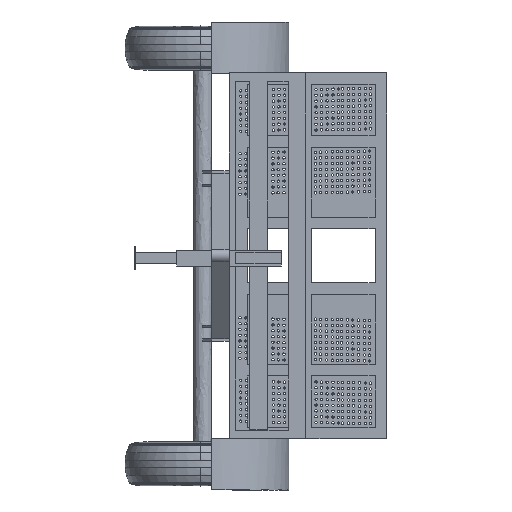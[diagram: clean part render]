
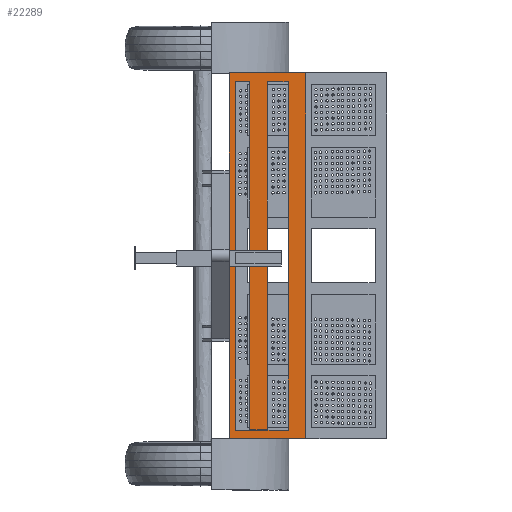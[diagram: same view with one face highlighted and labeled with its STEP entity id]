
A CAD part, left-side view. The second image highlights one B-rep face of the part: STEP entity #22289.
In plain terms, the highlighted free-form (B-spline) face has degree [1, 1] with [2, 2] control points.
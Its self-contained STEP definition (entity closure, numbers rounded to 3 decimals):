
#22289 = ADVANCED_FACE('',(#22290,#22348),#22406,.T.);
#22290 = FACE_BOUND('',#22291,.T.);
#22291 = EDGE_LOOP('',(#22292,#22301,#22308,#22315,#22322,#22329,#22336,
    #22343));
#22292 = ORIENTED_EDGE('',*,*,#22293,.T.);
#22293 = EDGE_CURVE('',#22294,#22296,#22298,.T.);
#22294 = VERTEX_POINT('',#22295);
#22295 = CARTESIAN_POINT('',(730.049,294.153,
    -1362.571));
#22296 = VERTEX_POINT('',#22297);
#22297 = CARTESIAN_POINT('',(730.049,294.153,
    -31.275));
#22298 = B_SPLINE_CURVE_WITH_KNOTS('',1,(#22299,#22300),.UNSPECIFIED.,
  .F.,.F.,(2,2),(0.,1575.),.PIECEWISE_BEZIER_KNOTS.);
#22299 = CARTESIAN_POINT('',(730.049,294.153,
    -1362.571));
#22300 = CARTESIAN_POINT('',(730.049,294.153,
    -31.275));
#22301 = ORIENTED_EDGE('',*,*,#22302,.T.);
#22302 = EDGE_CURVE('',#22296,#22303,#22305,.T.);
#22303 = VERTEX_POINT('',#22304);
#22304 = CARTESIAN_POINT('',(730.049,573.091,
    -31.275));
#22305 = B_SPLINE_CURVE_WITH_KNOTS('',1,(#22306,#22307),.UNSPECIFIED.,
  .F.,.F.,(2,2),(0.,330.),.PIECEWISE_BEZIER_KNOTS.);
#22306 = CARTESIAN_POINT('',(730.049,294.153,
    -31.275));
#22307 = CARTESIAN_POINT('',(730.049,573.091,
    -31.275));
#22308 = ORIENTED_EDGE('',*,*,#22309,.T.);
#22309 = EDGE_CURVE('',#22303,#22310,#22312,.T.);
#22310 = VERTEX_POINT('',#22311);
#22311 = CARTESIAN_POINT('',(730.049,573.091,
    -395.536));
#22312 = B_SPLINE_CURVE_WITH_KNOTS('',1,(#22313,#22314),.UNSPECIFIED.,
  .F.,.F.,(2,2),(0.,430.942),.PIECEWISE_BEZIER_KNOTS.);
#22313 = CARTESIAN_POINT('',(730.049,573.091,
    -31.275));
#22314 = CARTESIAN_POINT('',(730.049,573.091,
    -395.536));
#22315 = ORIENTED_EDGE('',*,*,#22316,.T.);
#22316 = EDGE_CURVE('',#22310,#22317,#22319,.T.);
#22317 = VERTEX_POINT('',#22318);
#22318 = CARTESIAN_POINT('',(730.049,573.091,
    -440.908));
#22319 = B_SPLINE_CURVE_WITH_KNOTS('',1,(#22320,#22321),.UNSPECIFIED.,
  .F.,.F.,(2,2),(0.,53.677),.PIECEWISE_BEZIER_KNOTS.);
#22320 = CARTESIAN_POINT('',(730.049,573.091,
    -395.536));
#22321 = CARTESIAN_POINT('',(730.049,573.091,
    -440.908));
#22322 = ORIENTED_EDGE('',*,*,#22323,.T.);
#22323 = EDGE_CURVE('',#22317,#22324,#22326,.T.);
#22324 = VERTEX_POINT('',#22325);
#22325 = CARTESIAN_POINT('',(730.049,573.091,
    -952.938));
#22326 = B_SPLINE_CURVE_WITH_KNOTS('',1,(#22327,#22328),.UNSPECIFIED.,
  .F.,.F.,(2,2),(0.,605.762),.PIECEWISE_BEZIER_KNOTS.);
#22327 = CARTESIAN_POINT('',(730.049,573.091,
    -440.908));
#22328 = CARTESIAN_POINT('',(730.049,573.091,
    -952.938));
#22329 = ORIENTED_EDGE('',*,*,#22330,.T.);
#22330 = EDGE_CURVE('',#22324,#22331,#22333,.T.);
#22331 = VERTEX_POINT('',#22332);
#22332 = CARTESIAN_POINT('',(730.049,573.091,
    -998.31));
#22333 = B_SPLINE_CURVE_WITH_KNOTS('',1,(#22334,#22335),.UNSPECIFIED.,
  .F.,.F.,(2,2),(0.,53.677),.PIECEWISE_BEZIER_KNOTS.);
#22334 = CARTESIAN_POINT('',(730.049,573.091,
    -952.938));
#22335 = CARTESIAN_POINT('',(730.049,573.091,
    -998.31));
#22336 = ORIENTED_EDGE('',*,*,#22337,.T.);
#22337 = EDGE_CURVE('',#22331,#22338,#22340,.T.);
#22338 = VERTEX_POINT('',#22339);
#22339 = CARTESIAN_POINT('',(730.049,573.091,
    -1362.571));
#22340 = B_SPLINE_CURVE_WITH_KNOTS('',1,(#22341,#22342),.UNSPECIFIED.,
  .F.,.F.,(2,2),(0.,430.942),.PIECEWISE_BEZIER_KNOTS.);
#22341 = CARTESIAN_POINT('',(730.049,573.091,
    -998.31));
#22342 = CARTESIAN_POINT('',(730.049,573.091,
    -1362.571));
#22343 = ORIENTED_EDGE('',*,*,#22344,.T.);
#22344 = EDGE_CURVE('',#22338,#22294,#22345,.T.);
#22345 = B_SPLINE_CURVE_WITH_KNOTS('',1,(#22346,#22347),.UNSPECIFIED.,
  .F.,.F.,(2,2),(0.,330.),.PIECEWISE_BEZIER_KNOTS.);
#22346 = CARTESIAN_POINT('',(730.049,573.091,
    -1362.571));
#22347 = CARTESIAN_POINT('',(730.049,294.153,
    -1362.571));
#22348 = FACE_BOUND('',#22349,.T.);
#22349 = EDGE_LOOP('',(#22350,#22359,#22366,#22373,#22380,#22387,#22394,
    #22401));
#22350 = ORIENTED_EDGE('',*,*,#22351,.T.);
#22351 = EDGE_CURVE('',#22352,#22354,#22356,.T.);
#22352 = VERTEX_POINT('',#22353);
#22353 = CARTESIAN_POINT('',(730.049,433.989,
    -63.395));
#22354 = VERTEX_POINT('',#22355);
#22355 = CARTESIAN_POINT('',(730.049,358.393,
    -63.395));
#22356 = B_SPLINE_CURVE_WITH_KNOTS('',1,(#22357,#22358),.UNSPECIFIED.,
  .F.,.F.,(2,2),(0.,89.434),.PIECEWISE_BEZIER_KNOTS.);
#22357 = CARTESIAN_POINT('',(730.049,433.989,
    -63.395));
#22358 = CARTESIAN_POINT('',(730.049,358.393,
    -63.395));
#22359 = ORIENTED_EDGE('',*,*,#22360,.T.);
#22360 = EDGE_CURVE('',#22354,#22361,#22363,.T.);
#22361 = VERTEX_POINT('',#22362);
#22362 = CARTESIAN_POINT('',(730.049,358.393,
    -1330.451));
#22363 = B_SPLINE_CURVE_WITH_KNOTS('',1,(#22364,#22365),.UNSPECIFIED.,
  .F.,.F.,(2,2),(0.,1499.),.PIECEWISE_BEZIER_KNOTS.);
#22364 = CARTESIAN_POINT('',(730.049,358.393,
    -63.395));
#22365 = CARTESIAN_POINT('',(730.049,358.393,
    -1330.451));
#22366 = ORIENTED_EDGE('',*,*,#22367,.T.);
#22367 = EDGE_CURVE('',#22361,#22368,#22370,.T.);
#22368 = VERTEX_POINT('',#22369);
#22369 = CARTESIAN_POINT('',(730.049,549.424,
    -1330.451));
#22370 = B_SPLINE_CURVE_WITH_KNOTS('',1,(#22371,#22372),.UNSPECIFIED.,
  .F.,.F.,(2,2),(0.,226.),.PIECEWISE_BEZIER_KNOTS.);
#22371 = CARTESIAN_POINT('',(730.049,358.393,
    -1330.451));
#22372 = CARTESIAN_POINT('',(730.049,549.424,
    -1330.451));
#22373 = ORIENTED_EDGE('',*,*,#22374,.T.);
#22374 = EDGE_CURVE('',#22368,#22375,#22377,.T.);
#22375 = VERTEX_POINT('',#22376);
#22376 = CARTESIAN_POINT('',(730.049,549.424,
    -63.395));
#22377 = B_SPLINE_CURVE_WITH_KNOTS('',1,(#22378,#22379),.UNSPECIFIED.,
  .F.,.F.,(2,2),(0.,1499.),.PIECEWISE_BEZIER_KNOTS.);
#22378 = CARTESIAN_POINT('',(730.049,549.424,
    -1330.451));
#22379 = CARTESIAN_POINT('',(730.049,549.424,
    -63.395));
#22380 = ORIENTED_EDGE('',*,*,#22381,.T.);
#22381 = EDGE_CURVE('',#22375,#22382,#22384,.T.);
#22382 = VERTEX_POINT('',#22383);
#22383 = CARTESIAN_POINT('',(730.049,498.229,
    -63.395));
#22384 = B_SPLINE_CURVE_WITH_KNOTS('',1,(#22385,#22386),.UNSPECIFIED.,
  .F.,.F.,(2,2),(0.,60.566),.PIECEWISE_BEZIER_KNOTS.);
#22385 = CARTESIAN_POINT('',(730.049,549.424,
    -63.395));
#22386 = CARTESIAN_POINT('',(730.049,498.229,
    -63.395));
#22387 = ORIENTED_EDGE('',*,*,#22388,.T.);
#22388 = EDGE_CURVE('',#22382,#22389,#22391,.T.);
#22389 = VERTEX_POINT('',#22390);
#22390 = CARTESIAN_POINT('',(730.049,498.229,
    -1328.599));
#22391 = B_SPLINE_CURVE_WITH_KNOTS('',1,(#22392,#22393),.UNSPECIFIED.,
  .F.,.F.,(2,2),(0.,1496.809),.PIECEWISE_BEZIER_KNOTS.);
#22392 = CARTESIAN_POINT('',(730.049,498.229,
    -63.395));
#22393 = CARTESIAN_POINT('',(730.049,498.229,
    -1328.599));
#22394 = ORIENTED_EDGE('',*,*,#22395,.T.);
#22395 = EDGE_CURVE('',#22389,#22396,#22398,.T.);
#22396 = VERTEX_POINT('',#22397);
#22397 = CARTESIAN_POINT('',(730.049,433.989,
    -1328.599));
#22398 = B_SPLINE_CURVE_WITH_KNOTS('',1,(#22399,#22400),.UNSPECIFIED.,
  .F.,.F.,(2,2),(0.,76.),.PIECEWISE_BEZIER_KNOTS.);
#22399 = CARTESIAN_POINT('',(730.049,498.229,
    -1328.599));
#22400 = CARTESIAN_POINT('',(730.049,433.989,
    -1328.599));
#22401 = ORIENTED_EDGE('',*,*,#22402,.T.);
#22402 = EDGE_CURVE('',#22396,#22352,#22403,.T.);
#22403 = B_SPLINE_CURVE_WITH_KNOTS('',1,(#22404,#22405),.UNSPECIFIED.,
  .F.,.F.,(2,2),(0.,1496.809),.PIECEWISE_BEZIER_KNOTS.);
#22404 = CARTESIAN_POINT('',(730.049,433.989,
    -1328.599));
#22405 = CARTESIAN_POINT('',(730.049,433.989,
    -63.395));
#22406 = B_SPLINE_SURFACE_WITH_KNOTS('',1,1,(
    (#22407,#22408)
    ,(#22409,#22410
    )),.UNSPECIFIED.,.F.,.F.,.F.,(2,2),(2,2),(-31.5,1606.5),(-308.6,
    34.6),.PIECEWISE_BEZIER_KNOTS.);
#22407 = CARTESIAN_POINT('',(730.049,288.574,
    -1389.197));
#22408 = CARTESIAN_POINT('',(730.049,578.67,
    -1389.197));
#22409 = CARTESIAN_POINT('',(730.049,288.574,
    -4.649));
#22410 = CARTESIAN_POINT('',(730.049,578.67,
    -4.649));
